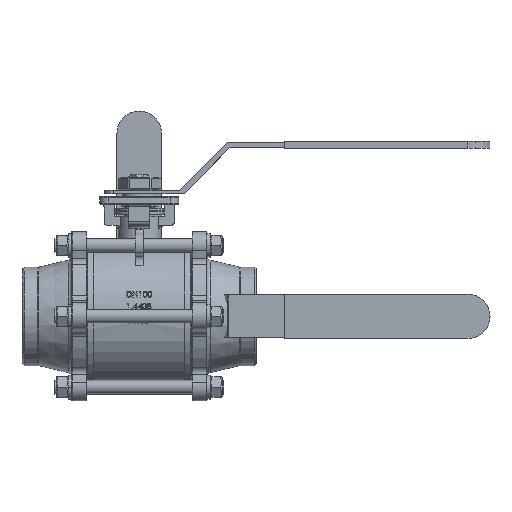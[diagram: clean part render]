
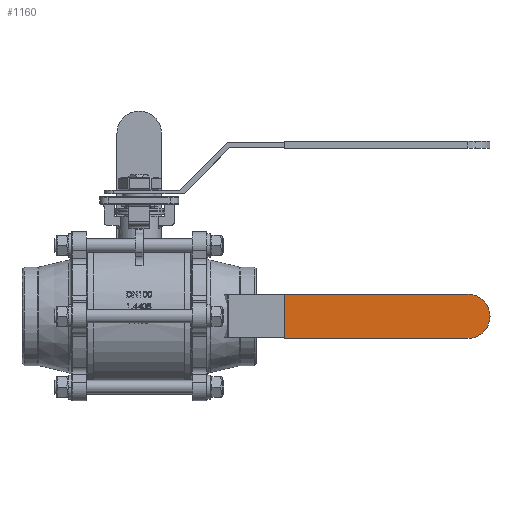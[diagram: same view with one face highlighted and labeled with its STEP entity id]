
A CAD part, top view. The second image highlights one B-rep face of the part: STEP entity #1160.
In plain terms, the highlighted planar face has unit normal (0, 0, 1).
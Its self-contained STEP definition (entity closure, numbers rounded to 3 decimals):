
#1160 = ADVANCED_FACE( '', ( #3360 ), #3361, .F. );
#3360 = FACE_OUTER_BOUND( '', #7125, .T. );
#3361 = PLANE( '', #7126 );
#7125 = EDGE_LOOP( '', ( #61531, #61532, #61533, #61534 ) );
#7126 = AXIS2_PLACEMENT_3D( '', #61535, #61536, #61537 );
#61531 = ORIENTED_EDGE( '', *, *, #70254, .T. );
#61532 = ORIENTED_EDGE( '', *, *, #70255, .T. );
#61533 = ORIENTED_EDGE( '', *, *, #70256, .T. );
#61534 = ORIENTED_EDGE( '', *, *, #70257, .F. );
#61535 = CARTESIAN_POINT( '', ( -26., 240., 4. ) );
#61536 = DIRECTION( '', ( 0., 0., -1. ) );
#61537 = DIRECTION( '', ( -1., 0., 0. ) );
#70254 = EDGE_CURVE( '', #73939, #73940, #73941, .F. );
#70255 = EDGE_CURVE( '', #73940, #73942, #73943, .T. );
#70256 = EDGE_CURVE( '', #73942, #73944, #73945, .T. );
#70257 = EDGE_CURVE( '', #73939, #73944, #73946, .T. );
#73939 = VERTEX_POINT( '', #79435 );
#73940 = VERTEX_POINT( '', #79436 );
#73941 = CIRCLE( '', #79437, 26. );
#73942 = VERTEX_POINT( '', #79438 );
#73943 = LINE( '', #79439, #79440 );
#73944 = VERTEX_POINT( '', #79441 );
#73945 = LINE( '', #79442, #79443 );
#73946 = LINE( '', #79444, #79445 );
#79435 = CARTESIAN_POINT( '', ( 26., 214., 4. ) );
#79436 = CARTESIAN_POINT( '', ( -26., 214., 4. ) );
#79437 = AXIS2_PLACEMENT_3D( '', #101828, #101829, #101830 );
#79438 = CARTESIAN_POINT( '', ( -26., 0., 4. ) );
#79439 = CARTESIAN_POINT( '', ( -26., 240., 4. ) );
#79440 = VECTOR( '', #101831, 1000. );
#79441 = CARTESIAN_POINT( '', ( 26., 0., 4. ) );
#79442 = CARTESIAN_POINT( '', ( -26., 0., 4. ) );
#79443 = VECTOR( '', #101832, 1000. );
#79444 = CARTESIAN_POINT( '', ( 26., 240., 4. ) );
#79445 = VECTOR( '', #101833, 1000. );
#101828 = CARTESIAN_POINT( '', ( 0., 214., 4. ) );
#101829 = DIRECTION( '', ( 0., 0., -1. ) );
#101830 = DIRECTION( '', ( -1., 0., 0. ) );
#101831 = DIRECTION( '', ( 0., -1., 0. ) );
#101832 = DIRECTION( '', ( 1., 0., 0. ) );
#101833 = DIRECTION( '', ( 0., -1., 0. ) );
